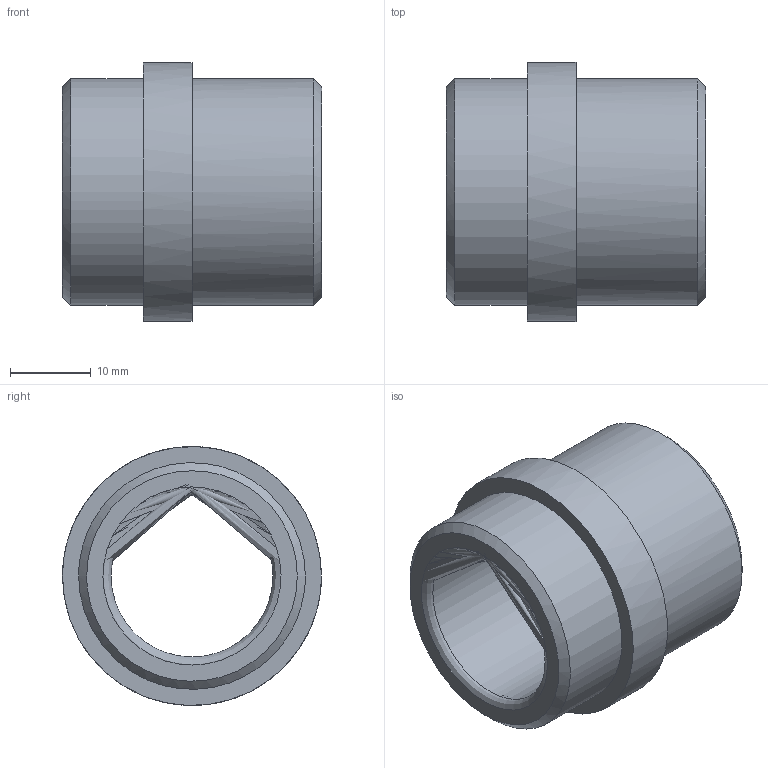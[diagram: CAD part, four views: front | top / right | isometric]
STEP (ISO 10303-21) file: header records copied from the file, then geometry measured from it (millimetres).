
FILE_DESCRIPTION(('STEP AP214'),'1');
FILE_NAME('EB3B-20X32 EST.28.stp','2023-07-20T06:30:57',(' '),(' '),'Spatial InterOp 3D',' ',' ');
FILE_SCHEMA(('automotive_design'));
Length unit declared in the file: metre
Products named in the file (1): 1
Bounding box: 32 x 32 x 31.98 mm (x, y, z)
Volume: 14289.1 mm3; surface area: 10315.1 mm2
Topology: 1 solids, 1 shells, 12 faces, 48 edges, 40 vertices
Faces by surface type: revolution 8, plane 4
Entity records: 1006 total; most frequent: CARTESIAN_POINT 447, ORIENTED_EDGE 60, PRESENTATION_STYLE_ASSIGNMENT 55, COLOUR_RGB 55, STYLED_ITEM 43, CURVE_STYLE 43, DRAUGHTING_PRE_DEFINED_CURVE_FONT 43, EDGE_CURVE 30
